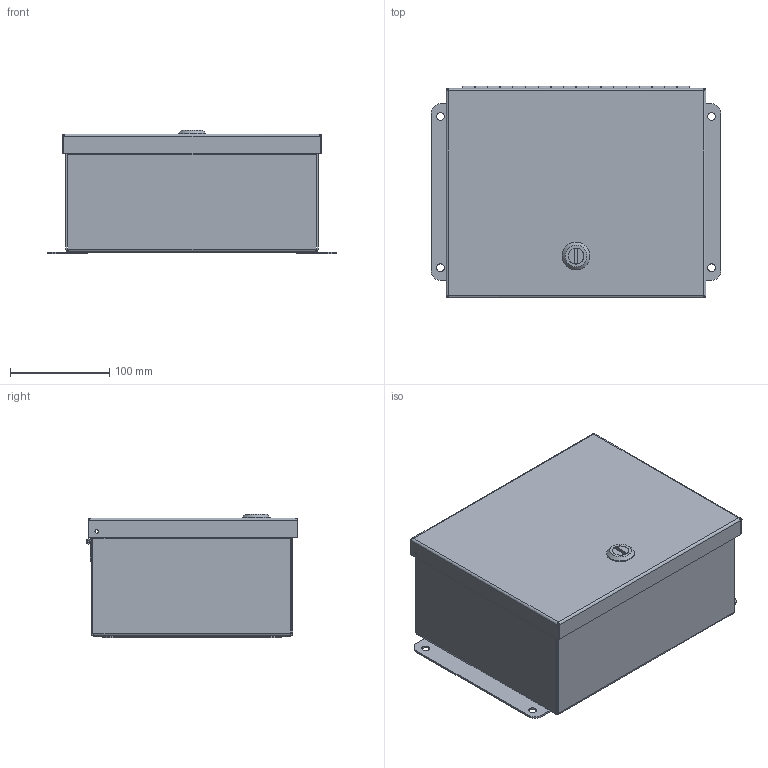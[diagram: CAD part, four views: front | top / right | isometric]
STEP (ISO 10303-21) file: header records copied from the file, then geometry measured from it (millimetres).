
FILE_DESCRIPTION(/* description */ ('NEMA4,JIC,CS,CH,10X8X4'),/* implementation_level */ '2;1');
FILE_NAME(/* name */ 'BN4100804CHQT.stp',/* time_stamp */ '2021-10-23T16:41:53-05:00',/* author */ ('samuelbadillo'),/* organization */ (''),/* preprocessor_version */ 'ST-DEVELOPER v18',/* originating_system */ 'Autodesk Inventor 2020',/* authorisation */ '');
FILE_SCHEMA (('AUTOMOTIVE_DESIGN { 1 0 10303 214 3 1 1 }'));
Length unit declared in the file: inch
Products named in the file (20): BN4100804CHQT; BN41008CHQTLID; FOAM IN PLACE; 3483; 3483_1; HFW328122; HFW328122L; HFW328122P; HFW328122T; BN4100804CHQTBKP; 3499; 38811; HFW351139; 1000-u155_asm; 1000-5046_prt; 1000-24; 1000-u142_asm; 1000-318; 1000-03; 1000-277-01
Assembly tree (22 placements, depth 4):
  BN4100804CHQT
    BN41008CHQTLID
    FOAM IN PLACE
    3483
    3483_1
    HFW328122
      HFW328122L
      HFW328122P
      HFW328122T
    BN4100804CHQTBKP
    3499  x4
    38811
    HFW351139
      1000-u155_asm
      1000-5046_prt
      1000-24
      1000-u142_asm
        1000-318
        1000-03
        1000-277-01
Bounding box: 292.1 x 213.51 x 124.83 mm (x, y, z)
Volume: 463920.3 mm3; surface area: 566979.8 mm2
Topology: 21 solids, 23 shells, 783 faces, 1895 edges, 1179 vertices
Faces by surface type: plane 390, cylinder 261, bspline 78, torus 30, cone 20, sphere 4
Full cylindrical faces by diameter (mm): 2.54 x1, 2.957 x18, 3.048 x8, 3.556 x2, 3.962 x4, 4.826 x1, 5 x1, 6 x1, 6.35 x1, 7.62 x4, 7.874 x4, 9.9 x1, 10 x2, 10.2 x1, 11.05 x1, 12.8 x1, 13.5 x1, 15.2 x1, 15.8 x1, 15.875 x4, 16.1 x2, 19.8 x2, 20.376 x1, 22 x3, 28 x2
Entity records: 26005 total; most frequent: CARTESIAN_POINT 6749, DIRECTION 3736, ORIENTED_EDGE 3648, EDGE_CURVE 1826, AXIS2_PLACEMENT_3D 1323, VERTEX_POINT 1131, LINE 1090, VECTOR 1090
